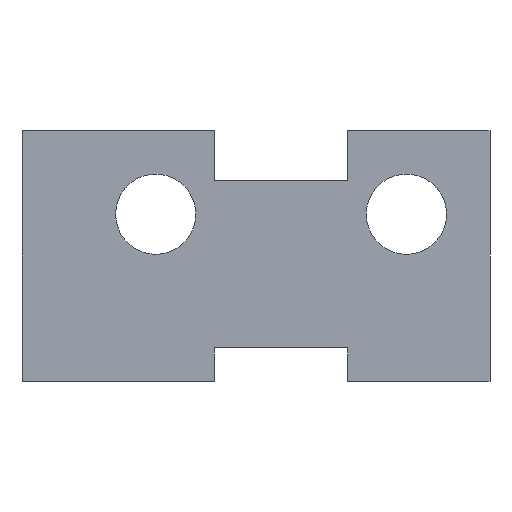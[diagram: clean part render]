
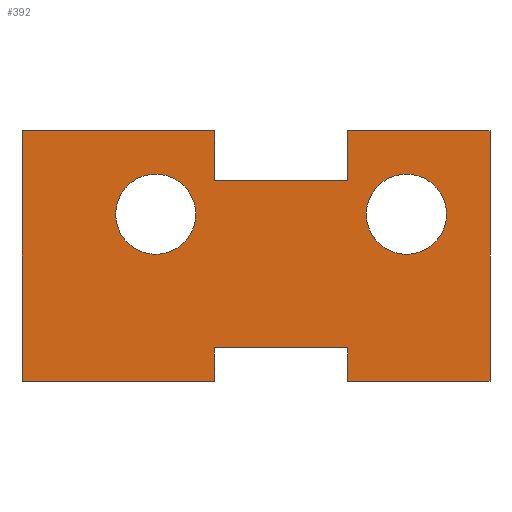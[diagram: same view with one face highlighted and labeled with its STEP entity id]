
A CAD part, left-side view. The second image highlights one B-rep face of the part: STEP entity #392.
In plain terms, the highlighted planar face has unit normal (-1, 0, 0).
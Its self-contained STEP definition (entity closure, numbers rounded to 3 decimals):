
#19=FACE_BOUND('',#57,.T.);
#20=FACE_BOUND('',#58,.T.);
#25=CIRCLE('',#428,2.4);
#26=CIRCLE('',#429,2.4);
#35=FACE_OUTER_BOUND('',#56,.T.);
#56=EDGE_LOOP('',(#285,#286,#287,#288,#289,#290,#291,#292,#293,#294,#295,
#296));
#57=EDGE_LOOP('',(#297));
#58=EDGE_LOOP('',(#298));
#76=LINE('',#553,#124);
#80=LINE('',#561,#128);
#83=LINE('',#567,#131);
#88=LINE('',#576,#136);
#89=LINE('',#579,#137);
#94=LINE('',#591,#142);
#95=LINE('',#593,#143);
#96=LINE('',#595,#144);
#97=LINE('',#597,#145);
#98=LINE('',#599,#146);
#99=LINE('',#601,#147);
#100=LINE('',#602,#148);
#124=VECTOR('',#451,10.);
#128=VECTOR('',#457,10.);
#131=VECTOR('',#462,10.);
#136=VECTOR('',#469,10.);
#137=VECTOR('',#472,10.);
#142=VECTOR('',#481,10.);
#143=VECTOR('',#482,10.);
#144=VECTOR('',#483,10.);
#145=VECTOR('',#484,10.);
#146=VECTOR('',#485,10.);
#147=VECTOR('',#486,10.);
#148=VECTOR('',#487,10.);
#172=VERTEX_POINT('',#551);
#173=VERTEX_POINT('',#552);
#176=VERTEX_POINT('',#560);
#178=VERTEX_POINT('',#566);
#181=VERTEX_POINT('',#574);
#182=VERTEX_POINT('',#578);
#187=VERTEX_POINT('',#590);
#188=VERTEX_POINT('',#592);
#189=VERTEX_POINT('',#594);
#190=VERTEX_POINT('',#596);
#191=VERTEX_POINT('',#598);
#192=VERTEX_POINT('',#600);
#193=VERTEX_POINT('',#603);
#194=VERTEX_POINT('',#605);
#208=EDGE_CURVE('',#172,#173,#76,.T.);
#212=EDGE_CURVE('',#173,#176,#80,.T.);
#215=EDGE_CURVE('',#176,#178,#83,.T.);
#220=EDGE_CURVE('',#181,#178,#88,.T.);
#221=EDGE_CURVE('',#172,#182,#89,.T.);
#227=EDGE_CURVE('',#181,#187,#94,.T.);
#228=EDGE_CURVE('',#188,#187,#95,.T.);
#229=EDGE_CURVE('',#188,#189,#96,.T.);
#230=EDGE_CURVE('',#189,#190,#97,.T.);
#231=EDGE_CURVE('',#190,#191,#98,.T.);
#232=EDGE_CURVE('',#192,#191,#99,.T.);
#233=EDGE_CURVE('',#182,#192,#100,.T.);
#234=EDGE_CURVE('',#193,#193,#25,.T.);
#235=EDGE_CURVE('',#194,#194,#26,.T.);
#285=ORIENTED_EDGE('',*,*,#208,.T.);
#286=ORIENTED_EDGE('',*,*,#212,.T.);
#287=ORIENTED_EDGE('',*,*,#215,.T.);
#288=ORIENTED_EDGE('',*,*,#220,.F.);
#289=ORIENTED_EDGE('',*,*,#227,.T.);
#290=ORIENTED_EDGE('',*,*,#228,.F.);
#291=ORIENTED_EDGE('',*,*,#229,.T.);
#292=ORIENTED_EDGE('',*,*,#230,.T.);
#293=ORIENTED_EDGE('',*,*,#231,.T.);
#294=ORIENTED_EDGE('',*,*,#232,.F.);
#295=ORIENTED_EDGE('',*,*,#233,.F.);
#296=ORIENTED_EDGE('',*,*,#221,.F.);
#297=ORIENTED_EDGE('',*,*,#234,.T.);
#298=ORIENTED_EDGE('',*,*,#235,.T.);
#375=PLANE('',#427);
#392=ADVANCED_FACE('',(#35,#19,#20),#375,.T.);
#427=AXIS2_PLACEMENT_3D('',#589,#479,#480);
#428=AXIS2_PLACEMENT_3D('',#604,#488,#489);
#429=AXIS2_PLACEMENT_3D('',#606,#490,#491);
#451=DIRECTION('',(0.,0.,1.));
#457=DIRECTION('',(0.,-1.,0.));
#462=DIRECTION('',(0.,0.,-1.));
#469=DIRECTION('',(0.,1.,0.));
#472=DIRECTION('',(0.,1.,0.));
#479=DIRECTION('center_axis',(-1.,0.,0.));
#480=DIRECTION('ref_axis',(0.,-1.,0.));
#481=DIRECTION('',(0.,0.,1.));
#482=DIRECTION('',(0.,-1.,0.));
#483=DIRECTION('',(0.,0.,-1.));
#484=DIRECTION('',(0.,1.,0.));
#485=DIRECTION('',(0.,0.,1.));
#486=DIRECTION('',(0.,-1.,0.));
#487=DIRECTION('',(0.,0.,1.));
#488=DIRECTION('center_axis',(1.,0.,0.));
#489=DIRECTION('ref_axis',(0.,-1.,0.));
#490=DIRECTION('center_axis',(1.,0.,0.));
#491=DIRECTION('ref_axis',(0.,-1.,0.));
#551=CARTESIAN_POINT('',(0.,-11.5,0.));
#552=CARTESIAN_POINT('',(0.,-11.5,2.));
#553=CARTESIAN_POINT('',(0.,-11.5,1.));
#560=CARTESIAN_POINT('',(0.,-19.5,2.));
#561=CARTESIAN_POINT('',(0.,-9.75,2.));
#566=CARTESIAN_POINT('',(0.,-19.5,0.));
#567=CARTESIAN_POINT('',(0.,-19.5,0.));
#574=CARTESIAN_POINT('',(0.,-28.,0.));
#576=CARTESIAN_POINT('',(0.,-28.,0.));
#578=CARTESIAN_POINT('',(0.,0.,0.));
#579=CARTESIAN_POINT('',(0.,-28.,0.));
#589=CARTESIAN_POINT('Origin',(0.,0.,0.));
#590=CARTESIAN_POINT('',(0.,-28.,15.));
#591=CARTESIAN_POINT('',(0.,-28.,0.));
#592=CARTESIAN_POINT('',(0.,-19.5,15.));
#593=CARTESIAN_POINT('',(0.,-28.,15.));
#594=CARTESIAN_POINT('',(0.,-19.5,12.));
#595=CARTESIAN_POINT('',(0.,-19.5,7.5));
#596=CARTESIAN_POINT('',(0.,-11.5,12.));
#597=CARTESIAN_POINT('',(0.,-7.75,12.));
#598=CARTESIAN_POINT('',(0.,-11.5,15.));
#599=CARTESIAN_POINT('',(0.,-11.5,7.5));
#600=CARTESIAN_POINT('',(0.,0.,15.));
#601=CARTESIAN_POINT('',(0.,-28.,15.));
#602=CARTESIAN_POINT('',(0.,0.,0.));
#603=CARTESIAN_POINT('',(0.,-20.6,10.));
#604=CARTESIAN_POINT('Origin',(0.,-23.,10.));
#605=CARTESIAN_POINT('',(0.,-5.6,10.));
#606=CARTESIAN_POINT('Origin',(0.,-8.,10.));
